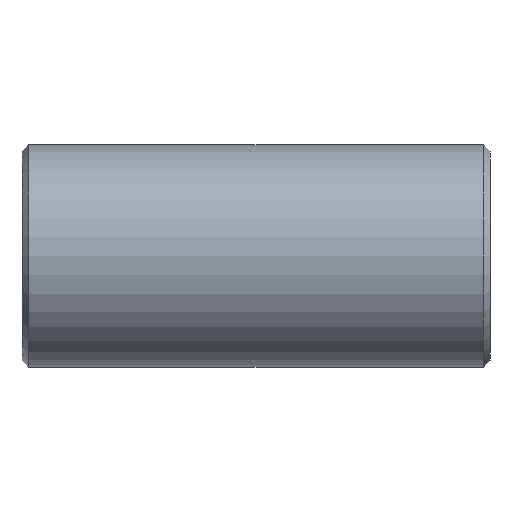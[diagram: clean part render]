
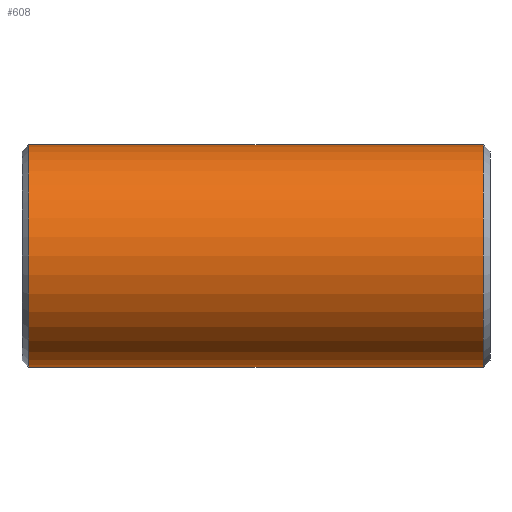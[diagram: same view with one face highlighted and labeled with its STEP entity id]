
A CAD part, front view. The second image highlights one B-rep face of the part: STEP entity #608.
In plain terms, the highlighted cylindrical face has radius 30.163 mm (diameter 60.325 mm), a partial arc.
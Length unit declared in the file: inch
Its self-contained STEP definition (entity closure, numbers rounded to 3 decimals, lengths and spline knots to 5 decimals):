
#34 = DIRECTION ( 'NONE',  ( 1., 0., 0. ) ) ;
#60 = ORIENTED_EDGE ( 'NONE', *, *, #364, .F. ) ;
#80 = AXIS2_PLACEMENT_3D ( 'NONE', #219, #334, #631 ) ;
#95 = VERTEX_POINT ( 'NONE', #143 ) ;
#113 = ORIENTED_EDGE ( 'NONE', *, *, #590, .T. ) ;
#122 = DIRECTION ( 'NONE',  ( -1., 0., 0. ) ) ;
#143 = CARTESIAN_POINT ( 'NONE',  ( -2.42733, 0., -1.1875 ) ) ;
#156 = VECTOR ( 'NONE', #122, 39.37008 ) ;
#174 = DIRECTION ( 'NONE',  ( -1., 0., 0. ) ) ;
#181 = CARTESIAN_POINT ( 'NONE',  ( 2.42733, 0., 1.1875 ) ) ;
#214 = FACE_OUTER_BOUND ( 'NONE', #701, .T. ) ;
#219 = CARTESIAN_POINT ( 'NONE',  ( 2.5, 0., 0. ) ) ;
#237 = LINE ( 'NONE', #719, #156 ) ;
#257 = CARTESIAN_POINT ( 'NONE',  ( -2.42733, 0., 0. ) ) ;
#296 = VERTEX_POINT ( 'NONE', #401 ) ;
#334 = DIRECTION ( 'NONE',  ( -1., 0., 0. ) ) ;
#336 = VERTEX_POINT ( 'NONE', #181 ) ;
#337 = EDGE_CURVE ( 'NONE', #336, #435, #609, .T. ) ;
#364 = EDGE_CURVE ( 'NONE', #296, #95, #237, .T. ) ;
#380 = CARTESIAN_POINT ( 'NONE',  ( -2.42733, 0., 1.1875 ) ) ;
#401 = CARTESIAN_POINT ( 'NONE',  ( 2.42733, 0., -1.1875 ) ) ;
#412 = VECTOR ( 'NONE', #174, 39.37008 ) ;
#435 = VERTEX_POINT ( 'NONE', #380 ) ;
#469 = ORIENTED_EDGE ( 'NONE', *, *, #337, .T. ) ;
#475 = AXIS2_PLACEMENT_3D ( 'NONE', #257, #34, #495 ) ;
#487 = CARTESIAN_POINT ( 'NONE',  ( 2.5, 0., 1.1875 ) ) ;
#495 = DIRECTION ( 'NONE',  ( 0., 0., 1. ) ) ;
#497 = EDGE_CURVE ( 'NONE', #435, #95, #726, .T. ) ;
#512 = CYLINDRICAL_SURFACE ( 'NONE', #80, 1.1875 ) ;
#518 = CARTESIAN_POINT ( 'NONE',  ( 2.42733, 0., 0. ) ) ;
#579 = DIRECTION ( 'NONE',  ( 0., 0., -1. ) ) ;
#590 = EDGE_CURVE ( 'NONE', #296, #336, #662, .T. ) ;
#608 = ADVANCED_FACE ( 'NONE', ( #214 ), #512, .T. ) ;
#609 = LINE ( 'NONE', #487, #412 ) ;
#631 = DIRECTION ( 'NONE',  ( 0., 0., 1. ) ) ;
#662 = CIRCLE ( 'NONE', #683, 1.1875 ) ;
#683 = AXIS2_PLACEMENT_3D ( 'NONE', #518, #764, #579 ) ;
#701 = EDGE_LOOP ( 'NONE', ( #60, #113, #469, #767 ) ) ;
#719 = CARTESIAN_POINT ( 'NONE',  ( 2.5, 0., -1.1875 ) ) ;
#726 = CIRCLE ( 'NONE', #475, 1.1875 ) ;
#764 = DIRECTION ( 'NONE',  ( -1., 0., 0. ) ) ;
#767 = ORIENTED_EDGE ( 'NONE', *, *, #497, .T. ) ;
